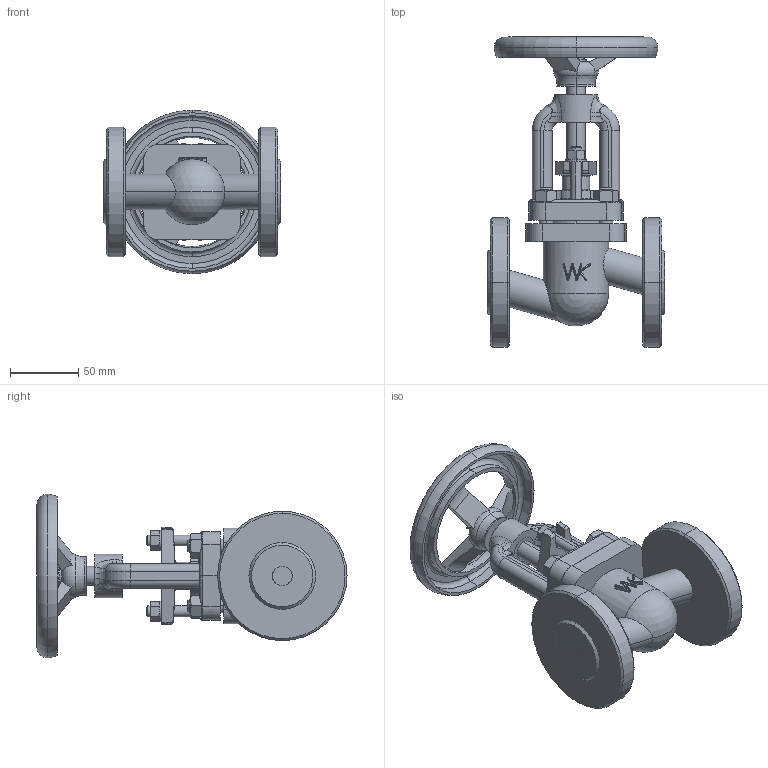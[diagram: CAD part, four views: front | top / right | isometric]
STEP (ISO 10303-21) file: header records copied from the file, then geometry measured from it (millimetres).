
FILE_DESCRIPTION (( 'STEP AP214' ), '1' );
FILE_NAME ('218 DN15 uproszczony.STEP', '2015-05-29T09:39:53', ( '' ), ( '' ), 'SwSTEP 2.0', 'SolidWorks 2015', '' );
FILE_SCHEMA (( 'AUTOMOTIVE_DESIGN' ));
Length unit declared in the file: millimetre
Products named in the file (1): 218 DN15  uproszczony
Bounding box: 130 x 227.5 x 120 mm (x, y, z)
Volume: 611726.2 mm3; surface area: 125238.4 mm2
Topology: 2 solids, 2 shells, 468 faces, 1157 edges, 702 vertices
Faces by surface type: plane 162, cylinder 152, cone 64, bspline 37, torus 34, sphere 19
Entity records: 20142 total; most frequent: CARTESIAN_POINT 6476, ORIENTED_EDGE 2276, DIRECTION 2074, EDGE_CURVE 1138, AXIS2_PLACEMENT_3D 844, VERTEX_POINT 700, EDGE_LOOP 516, FACE_OUTER_BOUND 468
